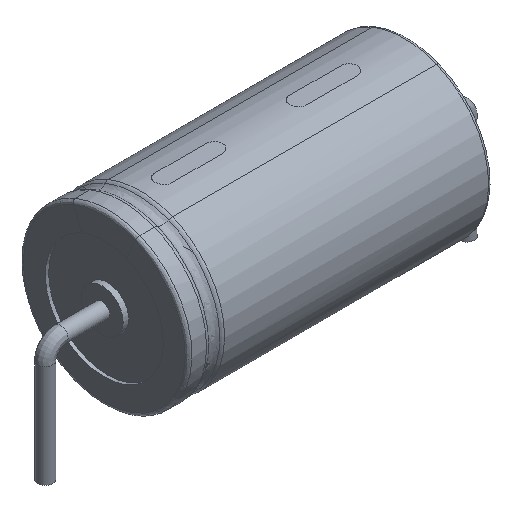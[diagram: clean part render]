
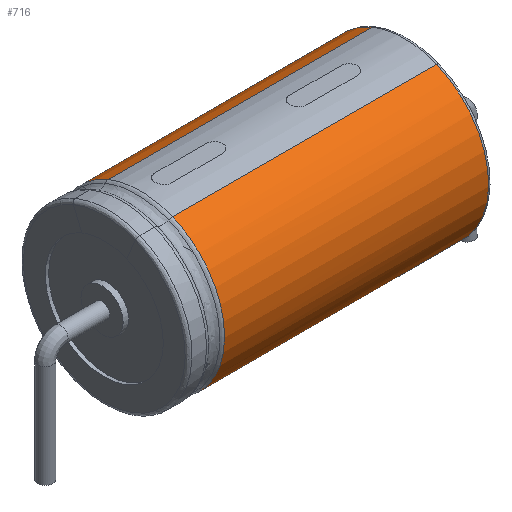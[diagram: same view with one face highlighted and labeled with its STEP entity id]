
A CAD part, isometric view. The second image highlights one B-rep face of the part: STEP entity #716.
In plain terms, the highlighted cylindrical face has radius 5 mm (diameter 10 mm), a partial arc.
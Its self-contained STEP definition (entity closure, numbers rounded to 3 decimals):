
#168=DIRECTION('',(-1.,0.,0.));
#182=DIRECTION('',(0.,0.383,0.924));
#288=VECTOR('',#289,1.);
#289=DIRECTION('',(1.,0.,0.));
#585=VERTEX_POINT('',#586);
#586=CARTESIAN_POINT('',(-6.865,1.913,9.619));
#594=ORIENTED_EDGE('',*,*,#595,.T.);
#595=EDGE_CURVE('',#585,#596,#598,.T.);
#596=VERTEX_POINT('',#597);
#597=CARTESIAN_POINT('',(-6.865,-1.913,9.619));
#598=B_SPLINE_CURVE_WITH_KNOTS('',12,(#599,#600,#601,#602,#603,#604,#605,#606,#607,#608,#609,#610,#611,#612,#613,#614,#615,#616,#617,#618,#619,#620,#621,#622,#623,#624,#625,#626,#627,#628,#629,#630,#631,#632,#633),.UNSPECIFIED.,.F.,.F.,(13,11,11,13),(-1.171,0.,27.489,28.66),.UNSPECIFIED.);
#599=CARTESIAN_POINT('',(-6.865,0.831,10.068));
#600=CARTESIAN_POINT('',(-6.865,0.922,10.03));
#601=CARTESIAN_POINT('',(-6.865,1.013,9.992));
#602=CARTESIAN_POINT('',(-6.865,1.103,9.955));
#603=CARTESIAN_POINT('',(-6.865,1.194,9.917));
#604=CARTESIAN_POINT('',(-6.865,1.284,9.88));
#605=CARTESIAN_POINT('',(-6.865,1.374,9.843));
#606=CARTESIAN_POINT('',(-6.865,1.465,9.805));
#607=CARTESIAN_POINT('',(-6.865,1.555,9.768));
#608=CARTESIAN_POINT('',(-6.865,1.644,9.731));
#609=CARTESIAN_POINT('',(-6.865,1.734,9.694));
#610=CARTESIAN_POINT('',(-6.865,1.824,9.656));
#611=CARTESIAN_POINT('',(-6.865,4.015,8.749));
#612=CARTESIAN_POINT('',(-6.865,5.717,6.821));
#613=CARTESIAN_POINT('',(-6.865,6.391,4.039));
#614=CARTESIAN_POINT('',(-6.865,5.514,1.056));
#615=CARTESIAN_POINT('',(-6.865,3.325,-1.166));
#616=CARTESIAN_POINT('',(-6.865,0.,-2.279));
#617=CARTESIAN_POINT('',(-6.865,-3.325,-1.166));
#618=CARTESIAN_POINT('',(-6.865,-5.514,1.056));
#619=CARTESIAN_POINT('',(-6.865,-6.391,4.039));
#620=CARTESIAN_POINT('',(-6.865,-5.717,6.821));
#621=CARTESIAN_POINT('',(-6.865,-4.015,8.749));
#622=CARTESIAN_POINT('',(-6.865,-1.824,9.656));
#623=CARTESIAN_POINT('',(-6.865,-1.734,9.694));
#624=CARTESIAN_POINT('',(-6.865,-1.644,9.731));
#625=CARTESIAN_POINT('',(-6.865,-1.555,9.768));
#626=CARTESIAN_POINT('',(-6.865,-1.465,9.805));
#627=CARTESIAN_POINT('',(-6.865,-1.374,9.843));
#628=CARTESIAN_POINT('',(-6.865,-1.284,9.88));
#629=CARTESIAN_POINT('',(-6.865,-1.194,9.917));
#630=CARTESIAN_POINT('',(-6.865,-1.103,9.955));
#631=CARTESIAN_POINT('',(-6.865,-1.013,9.992));
#632=CARTESIAN_POINT('',(-6.865,-0.922,10.03));
#633=CARTESIAN_POINT('',(-6.865,-0.831,10.068));
#716=ADVANCED_FACE('',(#717),#736,.T.);
#717=FACE_BOUND('',#718,.F.);
#718=EDGE_LOOP('',(#719,#594,#725,#731));
#719=ORIENTED_EDGE('',*,*,#720,.F.);
#720=EDGE_CURVE('',#585,#721,#723,.T.);
#721=VERTEX_POINT('',#722);
#722=CARTESIAN_POINT('',(8.8,1.913,9.619));
#723=LINE('',#724,#288);
#724=CARTESIAN_POINT('',(-7.,1.913,9.619));
#725=ORIENTED_EDGE('',*,*,#726,.T.);
#726=EDGE_CURVE('',#596,#727,#729,.T.);
#727=VERTEX_POINT('',#728);
#728=CARTESIAN_POINT('',(8.8,-1.913,9.619));
#729=LINE('',#730,#288);
#730=CARTESIAN_POINT('',(-7.,-1.913,9.619));
#731=ORIENTED_EDGE('',*,*,#732,.F.);
#732=EDGE_CURVE('',#721,#727,#733,.T.);
#733=CIRCLE('',#734,5.);
#734=AXIS2_PLACEMENT_3D('',#735,#168,#182);
#735=CARTESIAN_POINT('',(8.8,0.,5.));
#736=CYLINDRICAL_SURFACE('',#737,5.);
#737=AXIS2_PLACEMENT_3D('',#738,#289,#182);
#738=CARTESIAN_POINT('',(-7.,0.,5.));
